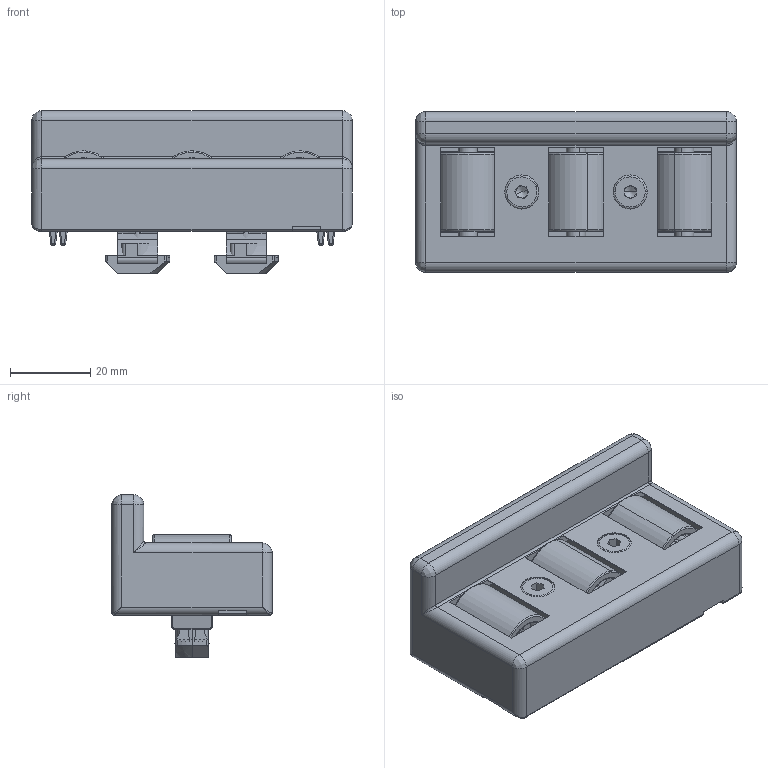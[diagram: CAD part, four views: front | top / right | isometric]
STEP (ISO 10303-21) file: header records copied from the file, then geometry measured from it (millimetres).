
FILE_DESCRIPTION (( 'STEP AP203' ), '1' );
FILE_NAME ('163020.step', '2023-01-11T15:44:53', ( '' ), ( '' ), 'SwSTEP 2.0', 'SolidWorks 2021', '' );
FILE_SCHEMA (( 'CONFIG_CONTROL_DESIGN' ));
Length unit declared in the file: millimetre
Products named in the file (1): 163020
Bounding box: 80 x 40 x 40.5 mm (x, y, z)
Volume: 43527.4 mm3; surface area: 41994.1 mm2
Topology: 9 solids, 9 shells, 1143 faces, 3147 edges, 1990 vertices
Faces by surface type: plane 580, cylinder 399, bspline 148, cone 16
Entity records: 41655 total; most frequent: CARTESIAN_POINT 13492, ORIENTED_EDGE 6238, DIRECTION 5520, EDGE_CURVE 3119, VERTEX_POINT 1990, LINE 1852, VECTOR 1852, AXIS2_PLACEMENT_3D 1834
